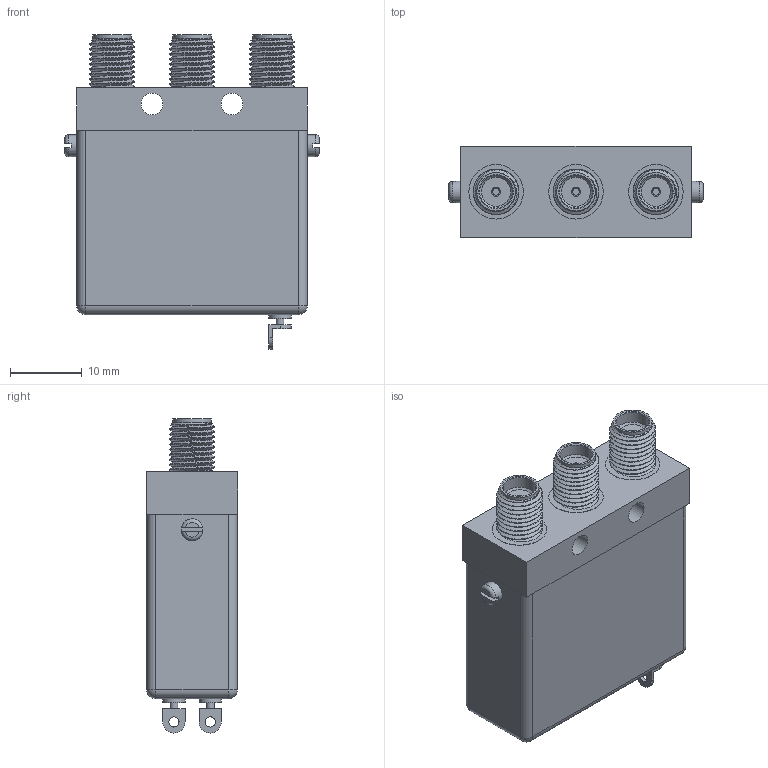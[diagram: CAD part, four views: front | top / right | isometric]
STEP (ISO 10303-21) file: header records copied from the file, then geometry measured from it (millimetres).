
FILE_DESCRIPTION (( 'STEP AP203' ), '1' );
FILE_NAME ('FMSW6094_3D.step', '2020-05-21T21:31:03', ( '' ), ( '' ), 'SwSTEP 2.0', 'SolidWorks 2018', '' );
FILE_SCHEMA (( 'CONFIG_CONTROL_DESIGN' ));
Length unit declared in the file: inch
Products named in the file (1): FMSW6094_3D
Bounding box: 35.56 x 12.73 x 43.92 mm (x, y, z)
Volume: 13290.2 mm3; surface area: 4720.8 mm2
Topology: 1 solids, 1 shells, 182 faces, 422 edges, 270 vertices
Faces by surface type: plane 90, cylinder 42, bspline 33, cone 9, torus 4, sphere 4
Full cylindrical faces by diameter (mm): 0.711 x2, 0.94 x3, 1.067 x2, 1.27 x3, 1.422 x2, 3.048 x4, 3.111 x2, 4.572 x3, 5.385 x3, 7.62 x3
Entity records: 11278 total; most frequent: CARTESIAN_POINT 7452, ORIENTED_EDGE 748, DIRECTION 688, EDGE_CURVE 374, VERTEX_POINT 262, EDGE_LOOP 258, AXIS2_PLACEMENT_3D 250, FACE_OUTER_BOUND 209
